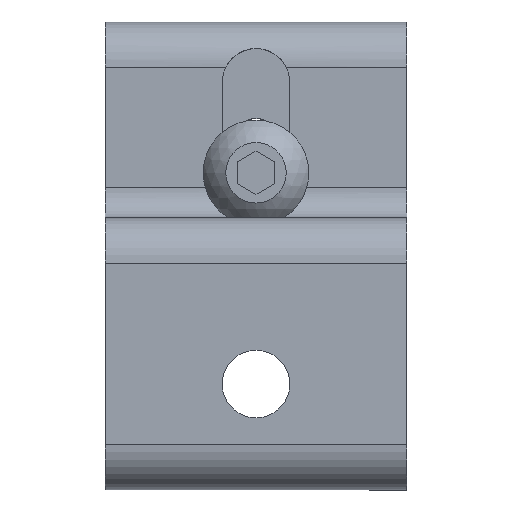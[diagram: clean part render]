
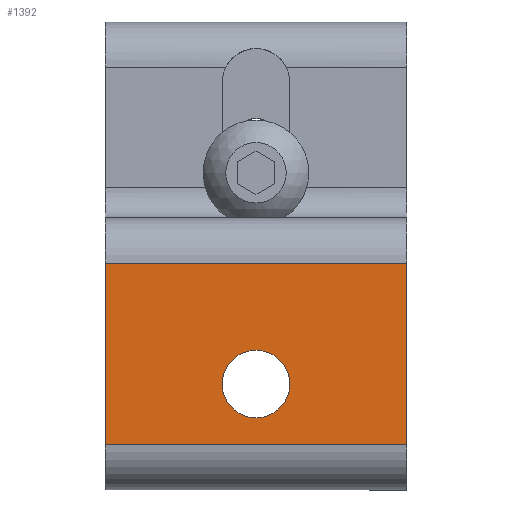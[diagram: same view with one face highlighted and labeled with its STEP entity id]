
A CAD part, top view. The second image highlights one B-rep face of the part: STEP entity #1392.
In plain terms, the highlighted planar face has unit normal (0, 0, 1).
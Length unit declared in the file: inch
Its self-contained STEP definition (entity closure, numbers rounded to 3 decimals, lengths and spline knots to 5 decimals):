
#767=CARTESIAN_POINT('',(0.0,0.14,0.188));
#768=VERTEX_POINT('',#767);
#784=CARTESIAN_POINT('',(0.,-0.14,0.188));
#785=VERTEX_POINT('',#784);
#792=CARTESIAN_POINT('',(0.0,0.0,0.188));
#793=DIRECTION('',(0.0,0.0,-1.0));
#794=DIRECTION('',(0.0,1.0,0.0));
#795=AXIS2_PLACEMENT_3D('',#792,#793,#794);
#796=CIRCLE('',#795,0.14);
#797=EDGE_CURVE('',#768,#785,#796,.T.);
#808=CARTESIAN_POINT('',(0.0,0.0,0.188));
#809=DIRECTION('',(0.0,0.0,-1.0));
#810=DIRECTION('',(0.0,1.0,0.0));
#811=AXIS2_PLACEMENT_3D('',#808,#809,#810);
#812=CIRCLE('',#811,0.14);
#813=EDGE_CURVE('',#785,#768,#812,.T.);
#1330=CARTESIAN_POINT('',(-0.625,0.5,0.188));
#1331=VERTEX_POINT('',#1330);
#1339=CARTESIAN_POINT('',(0.625,0.5,0.188));
#1340=VERTEX_POINT('',#1339);
#1341=CARTESIAN_POINT('',(0.625,0.5,0.188));
#1342=DIRECTION('',(-1.0,0.0,0.0));
#1343=VECTOR('',#1342,1.25);
#1344=LINE('',#1341,#1343);
#1345=EDGE_CURVE('',#1340,#1331,#1344,.T.);
#1358=CARTESIAN_POINT('',(0.625,0.5,0.188));
#1359=DIRECTION('',(0.0,0.0,1.0));
#1360=DIRECTION('',(0.0,1.0,0.0));
#1361=AXIS2_PLACEMENT_3D('',#1358,#1359,#1360);
#1362=PLANE('',#1361);
#1363=CARTESIAN_POINT('',(-0.625,-0.25,0.188));
#1364=VERTEX_POINT('',#1363);
#1365=CARTESIAN_POINT('',(-0.625,0.5,0.188));
#1366=DIRECTION('',(0.0,-1.0,0.0));
#1367=VECTOR('',#1366,0.75);
#1368=LINE('',#1365,#1367);
#1369=EDGE_CURVE('',#1331,#1364,#1368,.T.);
#1370=ORIENTED_EDGE('',*,*,#1369,.T.);
#1371=CARTESIAN_POINT('',(0.625,-0.25,0.188));
#1372=VERTEX_POINT('',#1371);
#1373=CARTESIAN_POINT('',(0.625,-0.25,0.188));
#1374=DIRECTION('',(-1.0,0.0,0.0));
#1375=VECTOR('',#1374,1.25);
#1376=LINE('',#1373,#1375);
#1377=EDGE_CURVE('',#1372,#1364,#1376,.T.);
#1378=ORIENTED_EDGE('',*,*,#1377,.F.);
#1379=CARTESIAN_POINT('',(0.625,0.5,0.188));
#1380=DIRECTION('',(0.0,-1.0,0.0));
#1381=VECTOR('',#1380,0.75);
#1382=LINE('',#1379,#1381);
#1383=EDGE_CURVE('',#1340,#1372,#1382,.T.);
#1384=ORIENTED_EDGE('',*,*,#1383,.F.);
#1385=ORIENTED_EDGE('',*,*,#1345,.T.);
#1386=EDGE_LOOP('',(#1370,#1378,#1384,#1385));
#1387=FACE_OUTER_BOUND('',#1386,.T.);
#1388=ORIENTED_EDGE('',*,*,#797,.T.);
#1389=ORIENTED_EDGE('',*,*,#813,.T.);
#1390=EDGE_LOOP('',(#1388,#1389));
#1391=FACE_BOUND('',#1390,.T.);
#1392=ADVANCED_FACE('',(#1387,#1391),#1362,.T.);
